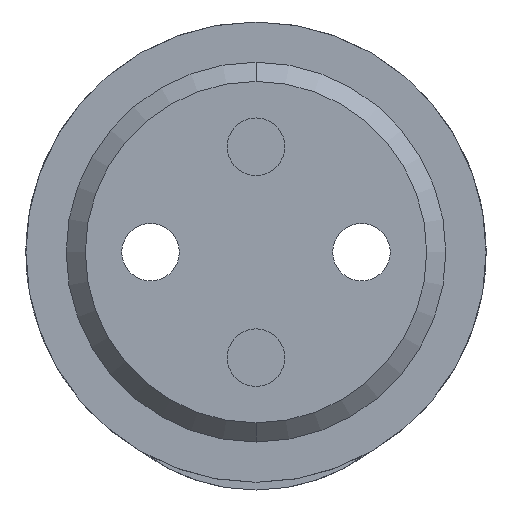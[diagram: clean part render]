
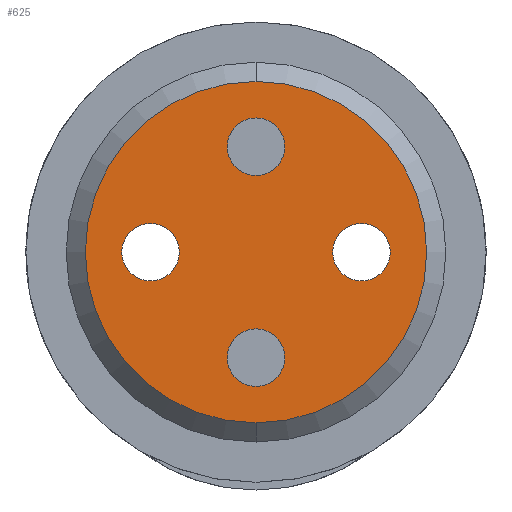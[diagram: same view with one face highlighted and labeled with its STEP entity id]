
A CAD part, front view. The second image highlights one B-rep face of the part: STEP entity #625.
In plain terms, the highlighted planar face has unit normal (0, -1, 0).
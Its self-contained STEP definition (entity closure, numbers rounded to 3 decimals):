
#15 = DIRECTION ( 'NONE',  ( 0., 0., 1. ) ) ;
#22 = EDGE_LOOP ( 'NONE', ( #449, #348 ) ) ;
#25 = CIRCLE ( 'NONE', #489, 1.5 ) ;
#32 = DIRECTION ( 'NONE',  ( 0., -1., 0. ) ) ;
#56 = AXIS2_PLACEMENT_3D ( 'NONE', #517, #835, #15 ) ;
#69 = AXIS2_PLACEMENT_3D ( 'NONE', #776, #646, #589 ) ;
#75 = FACE_BOUND ( 'NONE', #376, .T. ) ;
#78 = VERTEX_POINT ( 'NONE', #661 ) ;
#93 = CARTESIAN_POINT ( 'NONE',  ( 0., 0., 0. ) ) ;
#115 = ORIENTED_EDGE ( 'NONE', *, *, #798, .T. ) ;
#116 = EDGE_LOOP ( 'NONE', ( #115, #785 ) ) ;
#137 = FACE_BOUND ( 'NONE', #22, .T. ) ;
#140 = EDGE_CURVE ( 'NONE', #767, #746, #416, .T. ) ;
#164 = VERTEX_POINT ( 'NONE', #644 ) ;
#177 = AXIS2_PLACEMENT_3D ( 'NONE', #678, #282, #619 ) ;
#209 = CARTESIAN_POINT ( 'NONE',  ( 0., 0., -5.5 ) ) ;
#215 = CARTESIAN_POINT ( 'NONE',  ( -5.5, 0., 0. ) ) ;
#218 = CARTESIAN_POINT ( 'NONE',  ( -5.5, 0., -1.5 ) ) ;
#219 = DIRECTION ( 'NONE',  ( 0., 1., 0. ) ) ;
#230 = CARTESIAN_POINT ( 'NONE',  ( 0., 0., 5.5 ) ) ;
#242 = CIRCLE ( 'NONE', #420, 8.9 ) ;
#243 = EDGE_CURVE ( 'NONE', #164, #304, #25, .T. ) ;
#253 = AXIS2_PLACEMENT_3D ( 'NONE', #478, #673, #425 ) ;
#279 = AXIS2_PLACEMENT_3D ( 'NONE', #400, #800, #542 ) ;
#282 = DIRECTION ( 'NONE',  ( 0., -1., 0. ) ) ;
#283 = ORIENTED_EDGE ( 'NONE', *, *, #140, .T. ) ;
#304 = VERTEX_POINT ( 'NONE', #803 ) ;
#318 = VERTEX_POINT ( 'NONE', #218 ) ;
#323 = CIRCLE ( 'NONE', #433, 1.5 ) ;
#324 = AXIS2_PLACEMENT_3D ( 'NONE', #230, #627, #816 ) ;
#348 = ORIENTED_EDGE ( 'NONE', *, *, #724, .F. ) ;
#376 = EDGE_LOOP ( 'NONE', ( #398, #283 ) ) ;
#395 = VERTEX_POINT ( 'NONE', #696 ) ;
#398 = ORIENTED_EDGE ( 'NONE', *, *, #543, .T. ) ;
#400 = CARTESIAN_POINT ( 'NONE',  ( -5.5, 0., 0. ) ) ;
#401 = CIRCLE ( 'NONE', #253, 8.9 ) ;
#413 = CARTESIAN_POINT ( 'NONE',  ( 0., 0., -5.5 ) ) ;
#414 = CIRCLE ( 'NONE', #177, 1.5 ) ;
#416 = CIRCLE ( 'NONE', #56, 1.5 ) ;
#419 = DIRECTION ( 'NONE',  ( 0., 1., 0. ) ) ;
#420 = AXIS2_PLACEMENT_3D ( 'NONE', #93, #32, #607 ) ;
#425 = DIRECTION ( 'NONE',  ( 0., 0., 1. ) ) ;
#431 = ORIENTED_EDGE ( 'NONE', *, *, #674, .F. ) ;
#432 = ORIENTED_EDGE ( 'NONE', *, *, #751, .T. ) ;
#433 = AXIS2_PLACEMENT_3D ( 'NONE', #734, #419, #560 ) ;
#434 = CIRCLE ( 'NONE', #721, 1.5 ) ;
#438 = EDGE_LOOP ( 'NONE', ( #432, #631 ) ) ;
#449 = ORIENTED_EDGE ( 'NONE', *, *, #243, .F. ) ;
#458 = ORIENTED_EDGE ( 'NONE', *, *, #530, .F. ) ;
#466 = DIRECTION ( 'NONE',  ( 0., -1., 0. ) ) ;
#468 = CARTESIAN_POINT ( 'NONE',  ( 5.5, 0., -1.5 ) ) ;
#478 = CARTESIAN_POINT ( 'NONE',  ( 0., 0., 0. ) ) ;
#482 = EDGE_CURVE ( 'NONE', #78, #795, #401, .T. ) ;
#489 = AXIS2_PLACEMENT_3D ( 'NONE', #209, #466, #666 ) ;
#516 = PLANE ( 'NONE',  #69 ) ;
#517 = CARTESIAN_POINT ( 'NONE',  ( 5.5, 0., 0. ) ) ;
#521 = VERTEX_POINT ( 'NONE', #686 ) ;
#530 = EDGE_CURVE ( 'NONE', #395, #681, #694, .T. ) ;
#536 = DIRECTION ( 'NONE',  ( 0., -1., 0. ) ) ;
#542 = DIRECTION ( 'NONE',  ( 0., 0., 1. ) ) ;
#543 = EDGE_CURVE ( 'NONE', #746, #767, #323, .T. ) ;
#553 = CARTESIAN_POINT ( 'NONE',  ( 0., 0., 7. ) ) ;
#560 = DIRECTION ( 'NONE',  ( 0., 0., 1. ) ) ;
#580 = FACE_BOUND ( 'NONE', #737, .T. ) ;
#589 = DIRECTION ( 'NONE',  ( 0., 0., 1. ) ) ;
#594 = FACE_BOUND ( 'NONE', #438, .T. ) ;
#602 = DIRECTION ( 'NONE',  ( 0., 0., -1. ) ) ;
#607 = DIRECTION ( 'NONE',  ( 0., 0., 1. ) ) ;
#610 = CIRCLE ( 'NONE', #759, 1.5 ) ;
#619 = DIRECTION ( 'NONE',  ( 0., 0., -1. ) ) ;
#625 = ADVANCED_FACE ( 'NONE', ( #779, #137, #580, #75, #594 ), #516, .F. ) ;
#627 = DIRECTION ( 'NONE',  ( 0., -1., 0. ) ) ;
#631 = ORIENTED_EDGE ( 'NONE', *, *, #726, .T. ) ;
#644 = CARTESIAN_POINT ( 'NONE',  ( 0., 0., -7. ) ) ;
#646 = DIRECTION ( 'NONE',  ( 0., 1., 0. ) ) ;
#661 = CARTESIAN_POINT ( 'NONE',  ( 0., 0., -8.9 ) ) ;
#666 = DIRECTION ( 'NONE',  ( 0., 0., -1. ) ) ;
#673 = DIRECTION ( 'NONE',  ( 0., -1., 0. ) ) ;
#674 = EDGE_CURVE ( 'NONE', #681, #395, #414, .T. ) ;
#678 = CARTESIAN_POINT ( 'NONE',  ( 0., 0., 5.5 ) ) ;
#681 = VERTEX_POINT ( 'NONE', #553 ) ;
#686 = CARTESIAN_POINT ( 'NONE',  ( -5.5, 0., 1.5 ) ) ;
#694 = CIRCLE ( 'NONE', #324, 1.5 ) ;
#696 = CARTESIAN_POINT ( 'NONE',  ( 0., 0., 4. ) ) ;
#721 = AXIS2_PLACEMENT_3D ( 'NONE', #413, #536, #602 ) ;
#724 = EDGE_CURVE ( 'NONE', #304, #164, #434, .T. ) ;
#726 = EDGE_CURVE ( 'NONE', #318, #521, #831, .T. ) ;
#734 = CARTESIAN_POINT ( 'NONE',  ( 5.5, 0., 0. ) ) ;
#736 = DIRECTION ( 'NONE',  ( 0., 0., 1. ) ) ;
#737 = EDGE_LOOP ( 'NONE', ( #458, #431 ) ) ;
#746 = VERTEX_POINT ( 'NONE', #804 ) ;
#751 = EDGE_CURVE ( 'NONE', #521, #318, #610, .T. ) ;
#759 = AXIS2_PLACEMENT_3D ( 'NONE', #215, #219, #736 ) ;
#767 = VERTEX_POINT ( 'NONE', #468 ) ;
#776 = CARTESIAN_POINT ( 'NONE',  ( 0., 0., 0. ) ) ;
#779 = FACE_OUTER_BOUND ( 'NONE', #116, .T. ) ;
#785 = ORIENTED_EDGE ( 'NONE', *, *, #482, .T. ) ;
#794 = CARTESIAN_POINT ( 'NONE',  ( 0., 0., 8.9 ) ) ;
#795 = VERTEX_POINT ( 'NONE', #794 ) ;
#798 = EDGE_CURVE ( 'NONE', #795, #78, #242, .T. ) ;
#800 = DIRECTION ( 'NONE',  ( 0., 1., 0. ) ) ;
#803 = CARTESIAN_POINT ( 'NONE',  ( 0., 0., -4. ) ) ;
#804 = CARTESIAN_POINT ( 'NONE',  ( 5.5, 0., 1.5 ) ) ;
#816 = DIRECTION ( 'NONE',  ( 0., 0., -1. ) ) ;
#831 = CIRCLE ( 'NONE', #279, 1.5 ) ;
#835 = DIRECTION ( 'NONE',  ( 0., 1., 0. ) ) ;
